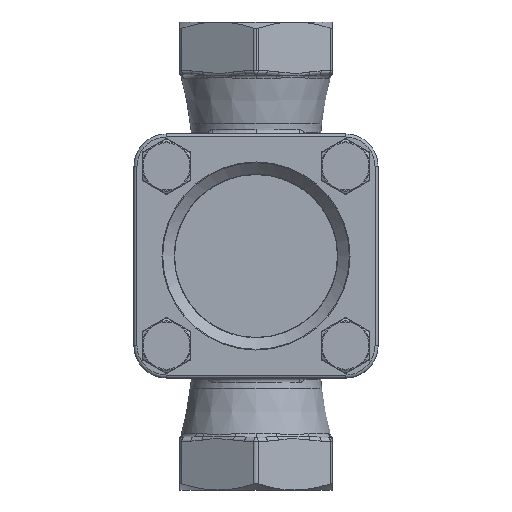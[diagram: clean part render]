
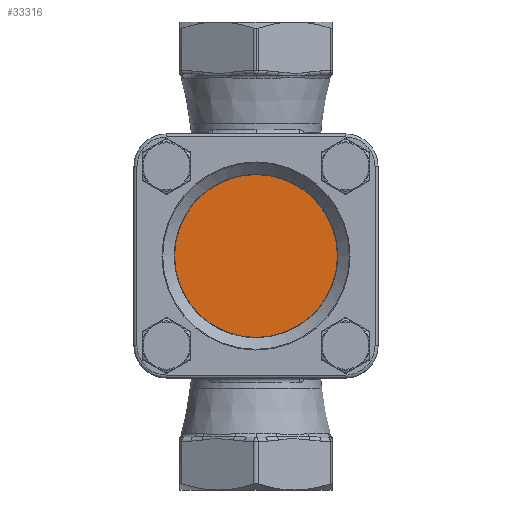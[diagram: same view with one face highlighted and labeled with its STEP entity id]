
A CAD part, front view. The second image highlights one B-rep face of the part: STEP entity #33316.
In plain terms, the highlighted planar face has unit normal (0, -1, 0).
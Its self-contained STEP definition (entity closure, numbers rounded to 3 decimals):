
#33246=CARTESIAN_POINT('',(50.,-55.7,0.));
#33247=VERTEX_POINT('',#33246);
#33248=CARTESIAN_POINT('',(-50.,-55.7,0.));
#33249=VERTEX_POINT('',#33248);
#33250=CARTESIAN_POINT('',(0.,-55.7,0.));
#33251=DIRECTION('',(0.,-1.,0.));
#33252=DIRECTION('',(-1.,-0.,-0.));
#33253=AXIS2_PLACEMENT_3D('',#33250,#33251,#33252);
#33254=CIRCLE('',#33253,50.);
#33255=EDGE_CURVE('NONE',#33247,#33249,#33254,.T.);
#33289=CARTESIAN_POINT('',(0.,-55.7,0.));
#33290=DIRECTION('',(0.,-1.,0.));
#33291=DIRECTION('',(-1.,-0.,-0.));
#33292=AXIS2_PLACEMENT_3D('',#33289,#33290,#33291);
#33293=CIRCLE('',#33292,50.);
#33294=EDGE_CURVE('NONE',#33249,#33247,#33293,.T.);
#33307=CARTESIAN_POINT('',(0.,-55.7,0.));
#33308=DIRECTION('',(0.,-1.,0.));
#33309=DIRECTION('',(1.,0.,0.));
#33310=AXIS2_PLACEMENT_3D('',#33307,#33308,#33309);
#33311=PLANE('',#33310);
#33312=ORIENTED_EDGE('',*,*,#33294,.T.);
#33313=ORIENTED_EDGE('',*,*,#33255,.T.);
#33314=EDGE_LOOP('',(#33312,#33313));
#33315=FACE_BOUND('',#33314,.T.);
#33316=ADVANCED_FACE('NONE',(#33315),#33311,.T.);
